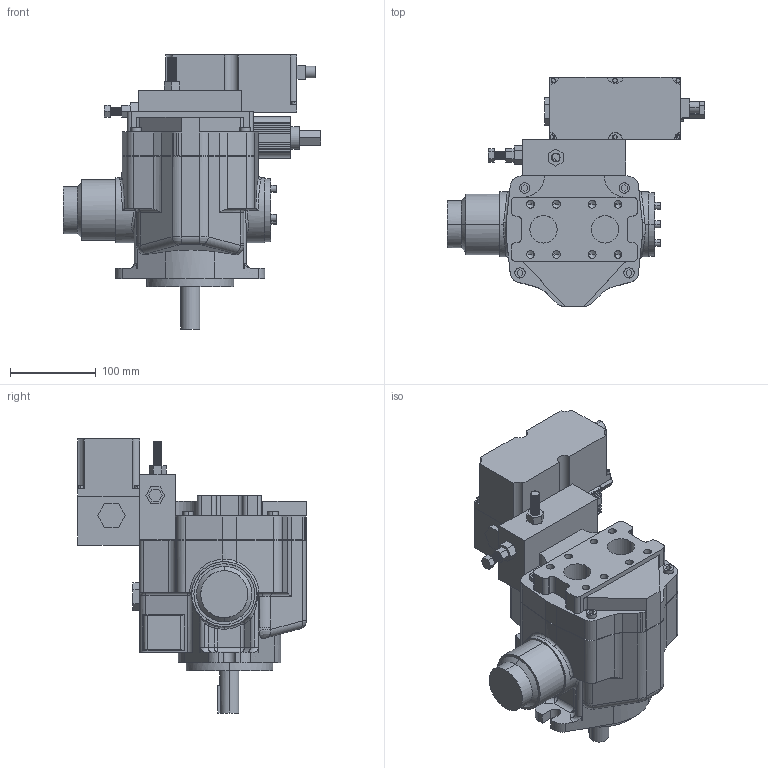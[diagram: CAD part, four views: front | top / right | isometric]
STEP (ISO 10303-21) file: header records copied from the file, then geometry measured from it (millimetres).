
FILE_DESCRIPTION (( 'STEP AP203' ), '1' );
FILE_NAME ('A37_FR04EH_42_ASSY.STEP', '2022-02-25T03:40:01', ( '' ), ( '' ), 'SwSTEP 2.0', 'SolidWorks 2019', '' );
FILE_SCHEMA (( 'CONFIG_CONTROL_DESIGN' ));
Products named in the file (3): Prop valve(OBE)-A16A22A37A56; A37_FR04EH_42_ASSY; A37_FR04EH
Assembly tree (2 placements, depth 2):
  A37_FR04EH_42_ASSY
    Prop valve(OBE)-A16A22A37A56
    A37_FR04EH
Bounding box: 301 x 267.5 x 320.5 mm (x, y, z)
Volume: 6121518.5 mm3; surface area: 407100.2 mm2
Topology: 9 solids, 12 shells, 918 faces, 2614 edges, 1754 vertices
Faces by surface type: plane 453, cylinder 368, bspline 37, cone 34, torus 20, sphere 6
Full cylindrical faces by diameter (mm): 10 x85
Entity records: 82117 total; most frequent: CARTESIAN_POINT 60344, ORIENTED_EDGE 5166, DIRECTION 3491, EDGE_CURVE 2583, VERTEX_POINT 1754, LINE 1241, VECTOR 1241, AXIS2_PLACEMENT_3D 1125
